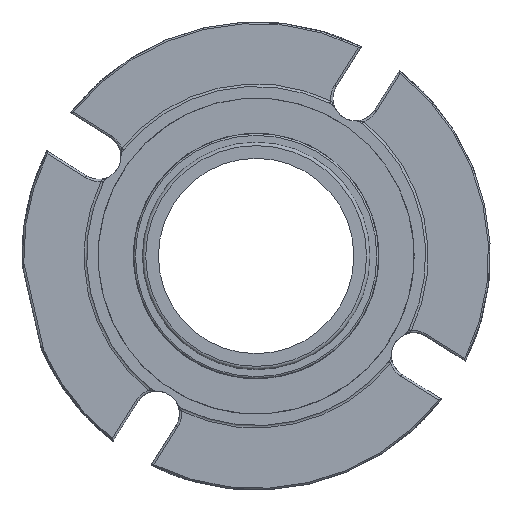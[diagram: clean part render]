
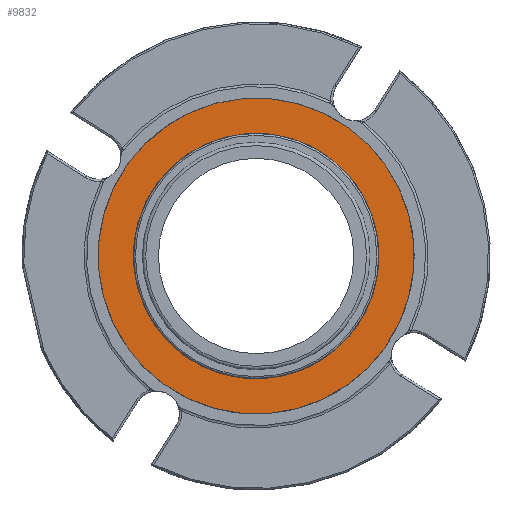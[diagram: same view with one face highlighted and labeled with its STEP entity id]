
A CAD part, left-side view. The second image highlights one B-rep face of the part: STEP entity #9832.
In plain terms, the highlighted planar face has unit normal (-1, 0, 0).
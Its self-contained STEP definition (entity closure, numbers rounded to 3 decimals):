
#1771=PLANE('',#10493);
#1995=ORIENTED_EDGE('',*,*,#5142,.T.);
#1996=ORIENTED_EDGE('',*,*,#5141,.T.);
#5141=EDGE_CURVE('',#6720,#6720,#7716,.F.);
#5142=EDGE_CURVE('',#6721,#6721,#7717,.T.);
#6720=VERTEX_POINT('',#14274);
#6721=VERTEX_POINT('',#14277);
#7716=CIRCLE('',#10492,56.515);
#7717=CIRCLE('',#10494,72.733);
#8293=EDGE_LOOP('',(#1995));
#8294=EDGE_LOOP('',(#1996));
#8988=FACE_BOUND('',#8293,.T.);
#8989=FACE_BOUND('',#8294,.T.);
#9832=ADVANCED_FACE('',(#8988,#8989),#1771,.T.);
#10492=AXIS2_PLACEMENT_3D('',#14273,#11619,#11620);
#10493=AXIS2_PLACEMENT_3D('',#14275,#11621,#11622);
#10494=AXIS2_PLACEMENT_3D('',#14276,#11623,#11624);
#11619=DIRECTION('',(-1.,0.,0.));
#11620=DIRECTION('',(0.,-1.,0.));
#11621=DIRECTION('',(-1.,0.,0.));
#11622=DIRECTION('',(0.,-0.577,0.816));
#11623=DIRECTION('',(-1.,0.,0.));
#11624=DIRECTION('',(0.,-0.577,0.816));
#14273=CARTESIAN_POINT('',(-10.232,0.,0.));
#14274=CARTESIAN_POINT('',(-10.232,-56.515,0.));
#14275=CARTESIAN_POINT('',(-10.232,-34.829,49.255));
#14276=CARTESIAN_POINT('',(-10.232,0.,0.));
#14277=CARTESIAN_POINT('',(-10.232,-41.992,59.386));
